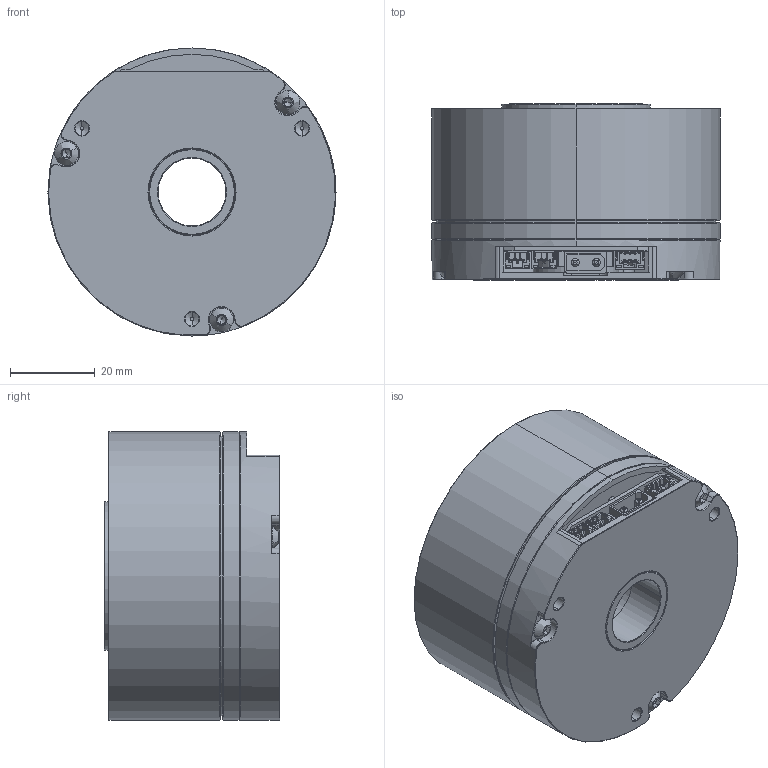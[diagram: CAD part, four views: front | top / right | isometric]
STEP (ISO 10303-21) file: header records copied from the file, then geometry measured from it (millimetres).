
FILE_DESCRIPTION((''),'2;1');
FILE_NAME('DM_6220_3D_20241126_1','2024-12-20T14:15:59',('rw'),(''),'CREO PARAMETRIC BY PTC INC, 2020053','CREO PARAMETRIC BY PTC INC, 2020053','');
FILE_SCHEMA(('CONFIG_CONTROL_DESIGN'));
Length unit declared in the file: millimetre
Products named in the file (1): DM_6220_3D_20241126_1
Bounding box: 68 x 41.5 x 68 mm (x, y, z)
Volume: 119465.6 mm3; surface area: 33941.6 mm2
Topology: 1 solids, 4 shells, 1479 faces, 4499 edges, 3094 vertices
Faces by surface type: plane 927, cylinder 333, cone 100, bspline 53, extrusion 50, torus 16
Entity records: 60985 total; most frequent: CARTESIAN_POINT 20240, ORIENTED_EDGE 8962, DIRECTION 7967, EDGE_CURVE 4481, VERTEX_POINT 3094, VECTOR 2889, LINE 2839, AXIS2_PLACEMENT_3D 2539
